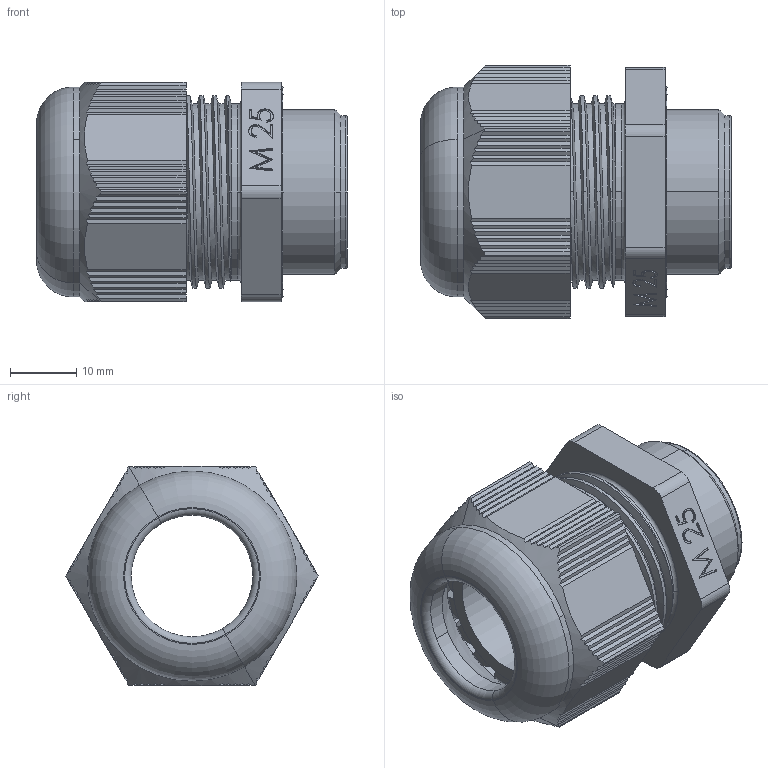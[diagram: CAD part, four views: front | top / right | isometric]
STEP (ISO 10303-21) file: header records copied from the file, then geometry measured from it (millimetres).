
FILE_DESCRIPTION(('Creo Elements/Direct Modeling STEP Export'),'2;1');
FILE_NAME('0lndrp34e9mqeki4572','2017-12-19T13:41:54',(''),(''),'PTC Creo Elements/Direct Modeling STEP processor for AP214 (Solid Model)','PTC Creo Elements/Direct Modeling 19.0E 27-Jun-2016 (C) Parametric Technology GmbH','');
FILE_SCHEMA(('AUTOMOTIVE_DESIGN { 1 0 10303 214 1 1 1 1 }'));
Length unit declared in the file: millimetre
Products named in the file (4): G7X25420_Défaut; D9021800; G7X21000_Défaut; AS_M25I
Assembly tree (3 placements, depth 2):
  AS_M25I
    G7X21000_Défaut
    D9021800
    G7X25420_Défaut
Bounding box: 46.8 x 38.11 x 33 mm (x, y, z)
Volume: 19186.6 mm3; surface area: 16320.8 mm2
Topology: 3 solids, 3 shells, 467 faces, 1347 edges, 894 vertices
Faces by surface type: plane 248, cylinder 119, torus 44, cone 36, bspline 20
Entity records: 47672 total; most frequent: CARTESIAN_POINT 36294, ORIENTED_EDGE 2694, DIRECTION 1964, EDGE_CURVE 1347, VERTEX_POINT 894, AXIS2_PLACEMENT_3D 658, VECTOR 648, LINE 648
